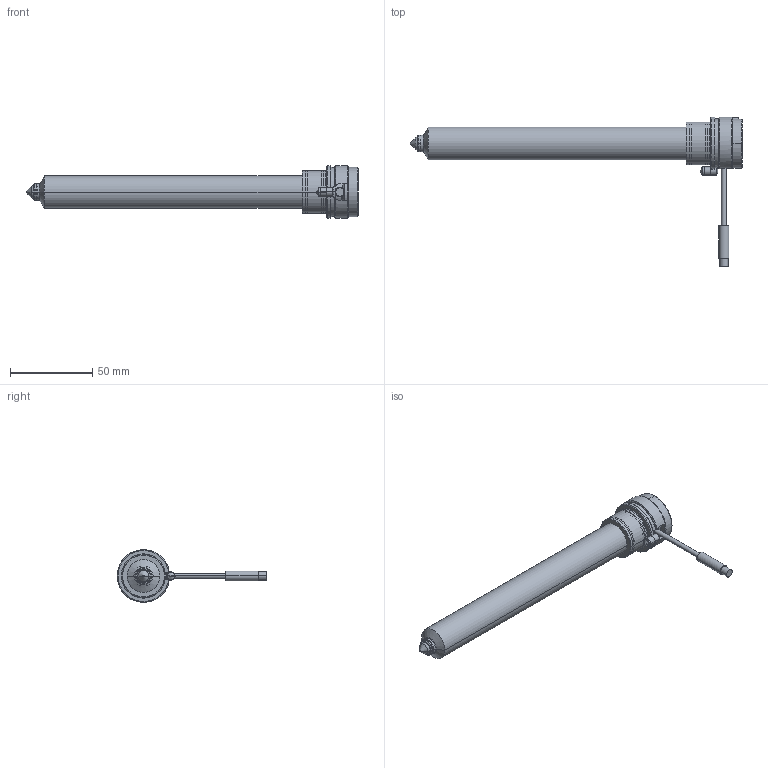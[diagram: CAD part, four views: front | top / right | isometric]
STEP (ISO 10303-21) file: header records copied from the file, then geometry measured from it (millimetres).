
FILE_DESCRIPTION (( 'STEP AP214' ), '1' );
FILE_NAME ('20x183 - dysza - 20183-00.STEP', '2017-05-29T07:29:02', ( '' ), ( '' ), 'SwSTEP 2.0', 'SolidWorks 2016', '' );
FILE_SCHEMA (( 'AUTOMOTIVE_DESIGN' ));
Length unit declared in the file: millimetre
Products named in the file (3): 20x183 - dysza - 20183-00; 20x183 - komora 20x183; 20x183 - korpus - 20183-02
Assembly tree (2 placements, depth 2):
  20x183 - dysza - 20183-00
    20x183 - korpus - 20183-02
    20x183 - komora 20x183
Bounding box: 202 x 90.94 x 31.95 mm (x, y, z)
Volume: 93954.9 mm3; surface area: 35081.5 mm2
Topology: 4 solids, 8 shells, 307 faces, 834 edges, 535 vertices
Faces by surface type: cylinder 104, torus 69, cone 59, plane 47, bspline 14, sphere 14
Entity records: 17698 total; most frequent: CARTESIAN_POINT 10053, ORIENTED_EDGE 1656, DIRECTION 1536, EDGE_CURVE 828, AXIS2_PLACEMENT_3D 663, VERTEX_POINT 535, CIRCLE 365, EDGE_LOOP 327
